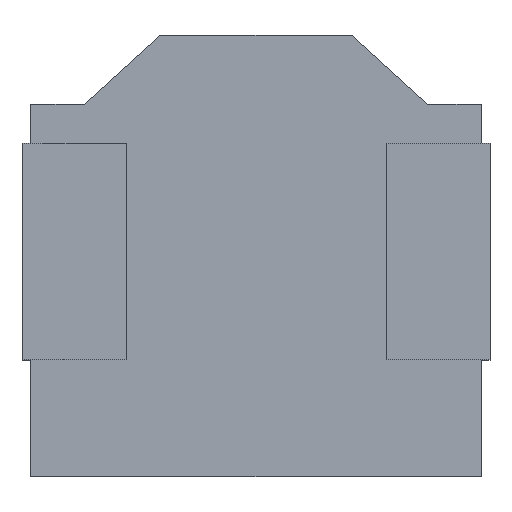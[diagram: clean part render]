
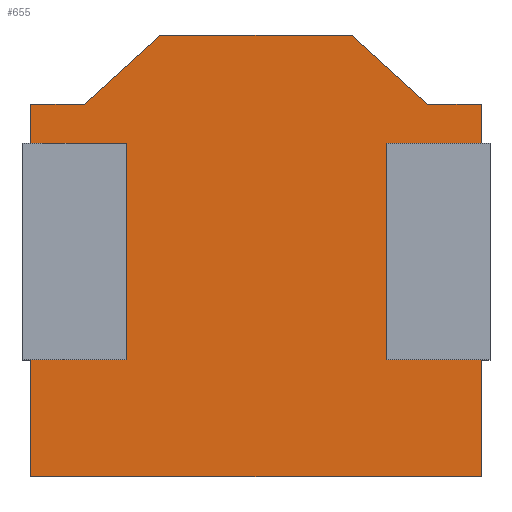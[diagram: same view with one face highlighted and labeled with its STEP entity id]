
A CAD part, front view. The second image highlights one B-rep face of the part: STEP entity #655.
In plain terms, the highlighted planar face has unit normal (0, -1, 0).
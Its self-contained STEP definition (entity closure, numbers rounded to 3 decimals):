
#4 = ORIENTED_EDGE ( 'NONE', *, *, #406, .F. ) ;
#6 = CARTESIAN_POINT ( 'NONE',  ( 1.98, 0., 1.75 ) ) ;
#13 = CARTESIAN_POINT ( 'NONE',  ( 1.1, 0., 2.55 ) ) ;
#14 = PLANE ( 'NONE',  #431 ) ;
#17 = DIRECTION ( 'NONE',  ( 0., 0., 1. ) ) ;
#20 = VERTEX_POINT ( 'NONE', #301 ) ;
#25 = DIRECTION ( 'NONE',  ( 1., 0., 0. ) ) ;
#43 = LINE ( 'NONE', #407, #51 ) ;
#48 = CARTESIAN_POINT ( 'NONE',  ( -2.6, 0., -2.55 ) ) ;
#51 = VECTOR ( 'NONE', #389, 1000. ) ;
#52 = CARTESIAN_POINT ( 'NONE',  ( 2.6, 0., -2.55 ) ) ;
#55 = ORIENTED_EDGE ( 'NONE', *, *, #681, .F. ) ;
#59 = LINE ( 'NONE', #610, #730 ) ;
#71 = VECTOR ( 'NONE', #131, 1000. ) ;
#74 = CARTESIAN_POINT ( 'NONE',  ( -2.6, 0., -1.2 ) ) ;
#78 = LINE ( 'NONE', #312, #590 ) ;
#80 = ORIENTED_EDGE ( 'NONE', *, *, #115, .F. ) ;
#83 = DIRECTION ( 'NONE',  ( -1., 0., 0. ) ) ;
#89 = VECTOR ( 'NONE', #660, 1000. ) ;
#91 = CARTESIAN_POINT ( 'NONE',  ( 1.98, 0., 1.75 ) ) ;
#97 = VECTOR ( 'NONE', #743, 1000. ) ;
#108 = EDGE_CURVE ( 'NONE', #343, #593, #78, .T. ) ;
#113 = CARTESIAN_POINT ( 'NONE',  ( -2.6, 0., -2.55 ) ) ;
#115 = EDGE_CURVE ( 'NONE', #133, #213, #271, .T. ) ;
#119 = VERTEX_POINT ( 'NONE', #673 ) ;
#127 = CARTESIAN_POINT ( 'NONE',  ( 0., 0., 0. ) ) ;
#131 = DIRECTION ( 'NONE',  ( 0., 0., -1. ) ) ;
#133 = VERTEX_POINT ( 'NONE', #140 ) ;
#140 = CARTESIAN_POINT ( 'NONE',  ( -1.98, 0., 1.75 ) ) ;
#149 = CARTESIAN_POINT ( 'NONE',  ( -1.1, 0., 2.55 ) ) ;
#158 = VERTEX_POINT ( 'NONE', #496 ) ;
#170 = EDGE_CURVE ( 'NONE', #478, #577, #262, .T. ) ;
#177 = LINE ( 'NONE', #326, #709 ) ;
#192 = VERTEX_POINT ( 'NONE', #260 ) ;
#199 = VECTOR ( 'NONE', #507, 1000. ) ;
#203 = ORIENTED_EDGE ( 'NONE', *, *, #545, .F. ) ;
#213 = VERTEX_POINT ( 'NONE', #741 ) ;
#214 = CARTESIAN_POINT ( 'NONE',  ( -1.5, 0., 1.3 ) ) ;
#216 = EDGE_CURVE ( 'NONE', #158, #500, #451, .T. ) ;
#223 = DIRECTION ( 'NONE',  ( 1., 0., 0. ) ) ;
#235 = ORIENTED_EDGE ( 'NONE', *, *, #360, .F. ) ;
#238 = FACE_OUTER_BOUND ( 'NONE', #351, .T. ) ;
#240 = LINE ( 'NONE', #48, #692 ) ;
#246 = EDGE_CURVE ( 'NONE', #192, #576, #177, .T. ) ;
#248 = CARTESIAN_POINT ( 'NONE',  ( -1.5, 0., -1.2 ) ) ;
#255 = ORIENTED_EDGE ( 'NONE', *, *, #395, .F. ) ;
#258 = LINE ( 'NONE', #622, #746 ) ;
#260 = CARTESIAN_POINT ( 'NONE',  ( 1.5, 0., 1.3 ) ) ;
#262 = LINE ( 'NONE', #320, #565 ) ;
#269 = CARTESIAN_POINT ( 'NONE',  ( -2.7, 0., 1.3 ) ) ;
#271 = LINE ( 'NONE', #149, #374 ) ;
#272 = EDGE_CURVE ( 'NONE', #500, #119, #240, .T. ) ;
#284 = LINE ( 'NONE', #330, #371 ) ;
#296 = ORIENTED_EDGE ( 'NONE', *, *, #703, .T. ) ;
#301 = CARTESIAN_POINT ( 'NONE',  ( 2.6, 0., 1.75 ) ) ;
#312 = CARTESIAN_POINT ( 'NONE',  ( 1.1, 0., 2.55 ) ) ;
#317 = VERTEX_POINT ( 'NONE', #388 ) ;
#320 = CARTESIAN_POINT ( 'NONE',  ( -2.6, 0., -2.55 ) ) ;
#322 = DIRECTION ( 'NONE',  ( -0.74, 0., 0.673 ) ) ;
#326 = CARTESIAN_POINT ( 'NONE',  ( 2.7, 0., 1.3 ) ) ;
#327 = ORIENTED_EDGE ( 'NONE', *, *, #731, .T. ) ;
#330 = CARTESIAN_POINT ( 'NONE',  ( -2.6, 0., 2.55 ) ) ;
#338 = CARTESIAN_POINT ( 'NONE',  ( -2.6, 0., 1.3 ) ) ;
#343 = VERTEX_POINT ( 'NONE', #91 ) ;
#351 = EDGE_LOOP ( 'NONE', ( #255, #592, #4, #55, #327, #634, #612, #203, #296, #640, #437, #80, #481, #623, #687, #235 ) ) ;
#356 = LINE ( 'NONE', #6, #691 ) ;
#360 = EDGE_CURVE ( 'NONE', #603, #158, #428, .T. ) ;
#371 = VECTOR ( 'NONE', #505, 1000. ) ;
#374 = VECTOR ( 'NONE', #488, 1000. ) ;
#381 = DIRECTION ( 'NONE',  ( 1., 0., 0. ) ) ;
#382 = EDGE_CURVE ( 'NONE', #213, #593, #284, .T. ) ;
#385 = VERTEX_POINT ( 'NONE', #52 ) ;
#388 = CARTESIAN_POINT ( 'NONE',  ( 2.6, 0., -1.2 ) ) ;
#389 = DIRECTION ( 'NONE',  ( 0., 0., -1. ) ) ;
#394 = LINE ( 'NONE', #534, #89 ) ;
#395 = EDGE_CURVE ( 'NONE', #577, #603, #258, .T. ) ;
#402 = VERTEX_POINT ( 'NONE', #585 ) ;
#406 = EDGE_CURVE ( 'NONE', #385, #478, #604, .T. ) ;
#407 = CARTESIAN_POINT ( 'NONE',  ( 2.6, 0., -2.55 ) ) ;
#412 = DIRECTION ( 'NONE',  ( -1., 0., 0. ) ) ;
#415 = CARTESIAN_POINT ( 'NONE',  ( 2.6, 0., 1.3 ) ) ;
#428 = LINE ( 'NONE', #214, #97 ) ;
#431 = AXIS2_PLACEMENT_3D ( 'NONE', #127, #537, #17 ) ;
#433 = CARTESIAN_POINT ( 'NONE',  ( 2.7, 0., -1.2 ) ) ;
#437 = ORIENTED_EDGE ( 'NONE', *, *, #382, .F. ) ;
#451 = LINE ( 'NONE', #269, #199 ) ;
#455 = VECTOR ( 'NONE', #516, 1000. ) ;
#478 = VERTEX_POINT ( 'NONE', #113 ) ;
#481 = ORIENTED_EDGE ( 'NONE', *, *, #720, .F. ) ;
#488 = DIRECTION ( 'NONE',  ( 0.74, 0., 0.673 ) ) ;
#496 = CARTESIAN_POINT ( 'NONE',  ( -1.5, 0., 1.3 ) ) ;
#500 = VERTEX_POINT ( 'NONE', #338 ) ;
#505 = DIRECTION ( 'NONE',  ( 1., 0., 0. ) ) ;
#507 = DIRECTION ( 'NONE',  ( -1., 0., 0. ) ) ;
#514 = VECTOR ( 'NONE', #83, 1000. ) ;
#516 = DIRECTION ( 'NONE',  ( -1., 0., 0. ) ) ;
#532 = LINE ( 'NONE', #542, #71 ) ;
#534 = CARTESIAN_POINT ( 'NONE',  ( 1.5, 0., 1.3 ) ) ;
#537 = DIRECTION ( 'NONE',  ( 0., 1., 0. ) ) ;
#542 = CARTESIAN_POINT ( 'NONE',  ( 2.6, 0., -2.55 ) ) ;
#545 = EDGE_CURVE ( 'NONE', #20, #576, #43, .T. ) ;
#565 = VECTOR ( 'NONE', #677, 1000. ) ;
#573 = LINE ( 'NONE', #433, #514 ) ;
#574 = DIRECTION ( 'NONE',  ( 0., 0., 1. ) ) ;
#576 = VERTEX_POINT ( 'NONE', #415 ) ;
#577 = VERTEX_POINT ( 'NONE', #74 ) ;
#585 = CARTESIAN_POINT ( 'NONE',  ( 1.5, 0., -1.2 ) ) ;
#590 = VECTOR ( 'NONE', #322, 1000. ) ;
#592 = ORIENTED_EDGE ( 'NONE', *, *, #170, .F. ) ;
#593 = VERTEX_POINT ( 'NONE', #13 ) ;
#603 = VERTEX_POINT ( 'NONE', #248 ) ;
#604 = LINE ( 'NONE', #632, #455 ) ;
#610 = CARTESIAN_POINT ( 'NONE',  ( -1.98, 0., 1.75 ) ) ;
#612 = ORIENTED_EDGE ( 'NONE', *, *, #246, .T. ) ;
#622 = CARTESIAN_POINT ( 'NONE',  ( -2.7, 0., -1.2 ) ) ;
#623 = ORIENTED_EDGE ( 'NONE', *, *, #272, .F. ) ;
#632 = CARTESIAN_POINT ( 'NONE',  ( -2.6, 0., -2.55 ) ) ;
#634 = ORIENTED_EDGE ( 'NONE', *, *, #637, .T. ) ;
#637 = EDGE_CURVE ( 'NONE', #402, #192, #394, .T. ) ;
#640 = ORIENTED_EDGE ( 'NONE', *, *, #108, .T. ) ;
#655 = ADVANCED_FACE ( 'NONE', ( #238 ), #14, .F. ) ;
#660 = DIRECTION ( 'NONE',  ( 0., 0., 1. ) ) ;
#673 = CARTESIAN_POINT ( 'NONE',  ( -2.6, 0., 1.75 ) ) ;
#677 = DIRECTION ( 'NONE',  ( 0., 0., 1. ) ) ;
#681 = EDGE_CURVE ( 'NONE', #317, #385, #532, .T. ) ;
#687 = ORIENTED_EDGE ( 'NONE', *, *, #216, .F. ) ;
#691 = VECTOR ( 'NONE', #412, 1000. ) ;
#692 = VECTOR ( 'NONE', #574, 1000. ) ;
#703 = EDGE_CURVE ( 'NONE', #20, #343, #356, .T. ) ;
#709 = VECTOR ( 'NONE', #381, 1000. ) ;
#720 = EDGE_CURVE ( 'NONE', #119, #133, #59, .T. ) ;
#730 = VECTOR ( 'NONE', #25, 1000. ) ;
#731 = EDGE_CURVE ( 'NONE', #317, #402, #573, .T. ) ;
#741 = CARTESIAN_POINT ( 'NONE',  ( -1.1, 0., 2.55 ) ) ;
#743 = DIRECTION ( 'NONE',  ( 0., 0., 1. ) ) ;
#746 = VECTOR ( 'NONE', #223, 1000. ) ;
